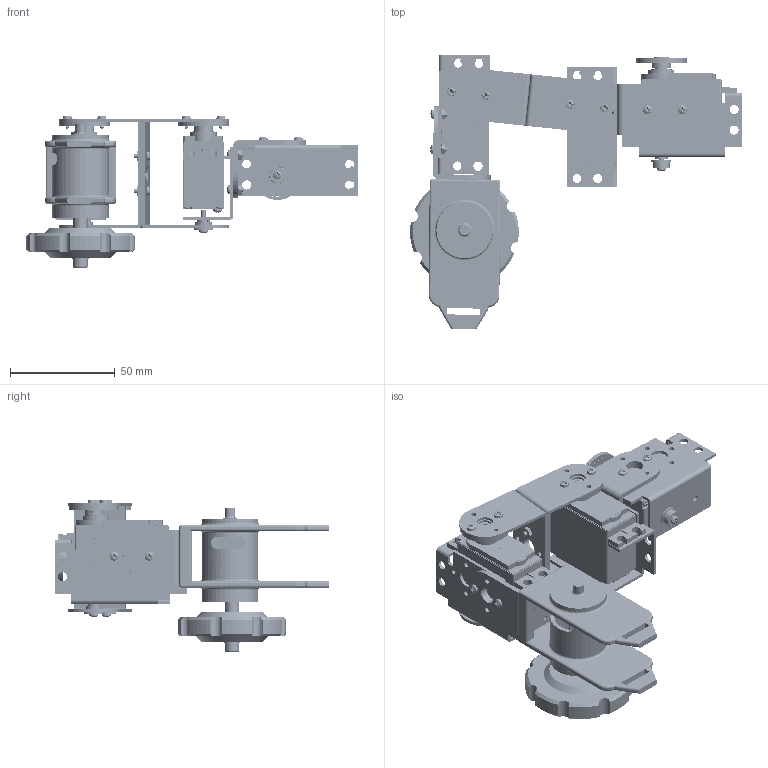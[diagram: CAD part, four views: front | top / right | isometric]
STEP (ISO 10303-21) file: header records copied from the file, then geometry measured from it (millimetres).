
FILE_DESCRIPTION (( 'STEP AP214' ), '1' );
FILE_NAME ('Quadruped Leg.STEP', '2016-02-21T02:18:55', ( '' ), ( '' ), 'SwSTEP 2.0', 'SolidWorks 2015', '' );
FILE_SCHEMA (( 'AUTOMOTIVE_DESIGN' ));
Length unit declared in the file: inch
Products named in the file (20): long screw_CR-BHMS 0.06-80x0.625x0.625-S; spline output; servo cover; servo Case; bottom cover; #2 X 0.250 PHTS (PHTS-01); ServoHornPlastic; 2-56 X 0.250 PHS (PHS-02); asb-09; Nut Hex M3; BB-03; Washer Lock M3; Nut Hex 2-56 (SN-02); asb-06; asb-04; Motor-hub; bottomleg-1; Quadruped Leg; 2-56 X 0.375 PHS (PHS-09); servo
Assembly tree (56 placements, depth 3):
  Quadruped Leg
    asb-04  x3
    asb-06  x2
    Nut Hex 2-56 (SN-02)  x10
    Washer Lock M3  x3
    BB-03  x3
    Nut Hex M3
    asb-09  x2
    2-56 X 0.250 PHS (PHS-02)  x8
    ServoHornPlastic  x3
    #2 X 0.250 PHTS (PHTS-01)  x4
    servo  x3
      bottom cover
      servo Case
      servo cover
      spline output
      long screw_CR-BHMS 0.06-80x0.625x0.625-S
    2-56 X 0.375 PHS (PHS-09)  x4
    bottomleg-1
    Motor-hub
Bounding box: 158.62 x 131.31 x 73.05 mm (x, y, z)
Volume: 104025.9 mm3; surface area: 119904.3 mm2
Topology: 70 solids, 70 shells, 7080 faces, 17142 edges, 10360 vertices
Faces by surface type: plane 3385, cylinder 1979, cone 1424, bspline 172, torus 68, sphere 52
Entity records: 86883 total; most frequent: CARTESIAN_POINT 12630, DIRECTION 12489, ORIENTED_EDGE 11348, EDGE_CURVE 5674, AXIS2_PLACEMENT_3D 4354, VECTOR 3781, LINE 3781, VERTEX_POINT 3129
